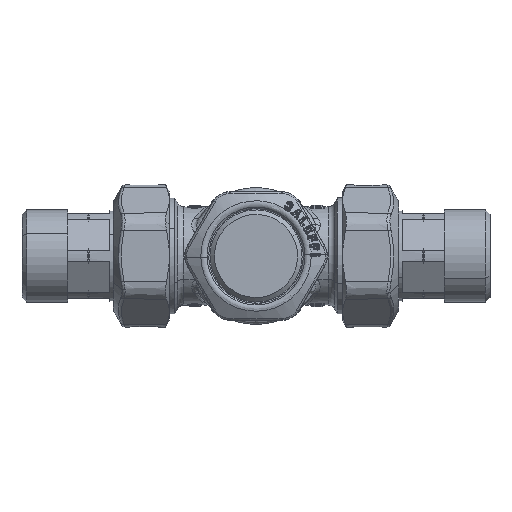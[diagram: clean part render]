
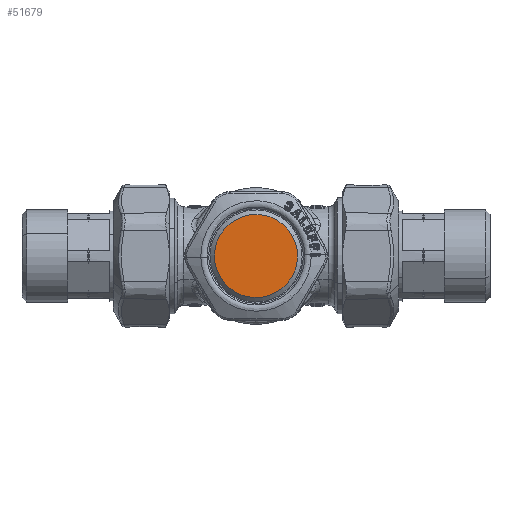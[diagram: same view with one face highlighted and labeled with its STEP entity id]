
A CAD part, front view. The second image highlights one B-rep face of the part: STEP entity #51679.
In plain terms, the highlighted planar face has unit normal (0, -1, 0).
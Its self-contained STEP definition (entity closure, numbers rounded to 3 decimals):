
#51656=CARTESIAN_POINT('Axis2P3D Location',(13.15,-82.,-33.709)) ;
#51661=CARTESIAN_POINT('Axis2P3D Location',(0.,-82.,-33.709)) ;
#51665=CARTESIAN_POINT('Vertex',(10.399,-82.,-28.028)) ;
#51667=CARTESIAN_POINT('Vertex',(-10.399,-82.,-39.391)) ;
#51670=CARTESIAN_POINT('Axis2P3D Location',(0.,-82.,-33.709)) ;
#51657=DIRECTION('Axis2P3D Direction',(0.,-1.,0.)) ;
#51658=DIRECTION('Axis2P3D XDirection',(0.,0.,-1.)) ;
#51662=DIRECTION('Axis2P3D Direction',(0.,-1.,0.)) ;
#51671=DIRECTION('Axis2P3D Direction',(0.,-1.,0.)) ;
#51659=AXIS2_PLACEMENT_3D('Plane Axis2P3D',#51656,#51657,#51658) ;
#51663=AXIS2_PLACEMENT_3D('Circle Axis2P3D',#51661,#51662,$) ;
#51672=AXIS2_PLACEMENT_3D('Circle Axis2P3D',#51670,#51671,$) ;
#51664=CIRCLE('generated circle',#51663,11.85) ;
#51673=CIRCLE('generated circle',#51672,11.85) ;
#51660=PLANE('',#51659) ;
#51669=EDGE_CURVE('',#51666,#51668,#51664,.T.) ;
#51674=EDGE_CURVE('',#51668,#51666,#51673,.T.) ;
#51676=ORIENTED_EDGE('',*,*,#51669,.T.) ;
#51677=ORIENTED_EDGE('',*,*,#51674,.T.) ;
#51675=EDGE_LOOP('',(#51676,#51677)) ;
#51666=VERTEX_POINT('',#51665) ;
#51668=VERTEX_POINT('',#51667) ;
#51679=ADVANCED_FACE('PartBody',(#51678),#51660,.T.) ;
#51678=FACE_OUTER_BOUND('',#51675,.T.) ;
